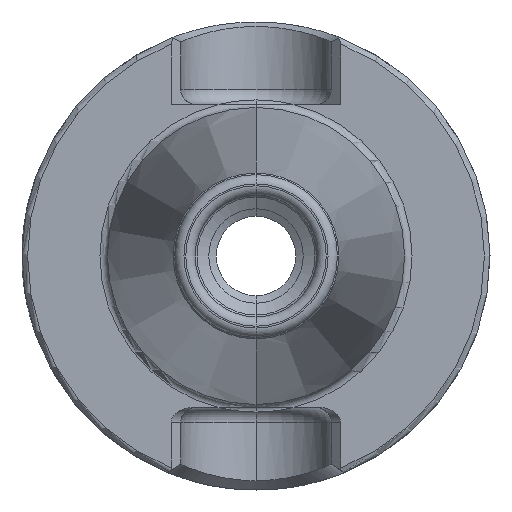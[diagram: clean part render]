
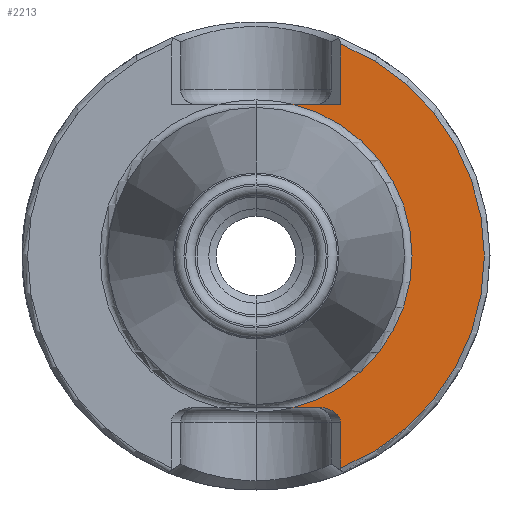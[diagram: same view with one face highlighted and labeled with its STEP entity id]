
A CAD part, left-side view. The second image highlights one B-rep face of the part: STEP entity #2213.
In plain terms, the highlighted planar face has unit normal (-1, 0, 0).
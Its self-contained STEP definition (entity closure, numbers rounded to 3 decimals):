
#32 = CARTESIAN_POINT ( 'NONE',  ( 1.6, -9.05, -16.863 ) ) ;
#38 = VERTEX_POINT ( 'NONE', #3630 ) ;
#201 = VECTOR ( 'NONE', #3712, 1000. ) ;
#347 = AXIS2_PLACEMENT_3D ( 'NONE', #3714, #3736, #625 ) ;
#455 = PLANE ( 'NONE',  #852 ) ;
#625 = DIRECTION ( 'NONE',  ( 0., 0., 1. ) ) ;
#633 = ORIENTED_EDGE ( 'NONE', *, *, #2348, .F. ) ;
#677 = VERTEX_POINT ( 'NONE', #1963 ) ;
#686 = VERTEX_POINT ( 'NONE', #2052 ) ;
#722 = CIRCLE ( 'NONE', #4025, 24.4 ) ;
#852 = AXIS2_PLACEMENT_3D ( 'NONE', #1473, #1862, #4285 ) ;
#883 = DIRECTION ( 'NONE',  ( 0., 0., -1. ) ) ;
#894 = ORIENTED_EDGE ( 'NONE', *, *, #4442, .T. ) ;
#1099 = DIRECTION ( 'NONE',  ( 0., 0., 1. ) ) ;
#1162 = EDGE_CURVE ( 'NONE', #3702, #2712, #1840, .T. ) ;
#1233 = EDGE_LOOP ( 'NONE', ( #2807, #633, #1560, #2576, #2404, #3573, #894 ) ) ;
#1473 = CARTESIAN_POINT ( 'NONE',  ( 1.6, 16.675, 0. ) ) ;
#1510 = VERTEX_POINT ( 'NONE', #3735 ) ;
#1560 = ORIENTED_EDGE ( 'NONE', *, *, #3285, .F. ) ;
#1586 = LINE ( 'NONE', #1654, #201 ) ;
#1602 = CARTESIAN_POINT ( 'NONE',  ( 1.6, 0., 0. ) ) ;
#1654 = CARTESIAN_POINT ( 'NONE',  ( 1.6, -9.05, 16.2 ) ) ;
#1685 =( BOUNDED_CURVE ( )  B_SPLINE_CURVE ( 3, ( #4146, #3465, #32, #3081 ),
 .UNSPECIFIED., .F., .F. ) 
 B_SPLINE_CURVE_WITH_KNOTS ( ( 4, 4 ),
 ( 4.712, 6.283 ),
 .UNSPECIFIED. ) 
 CURVE ( )  GEOMETRIC_REPRESENTATION_ITEM ( )  RATIONAL_B_SPLINE_CURVE ( ( 1., 0.805, 0.805, 1. ) ) 
 REPRESENTATION_ITEM ( '' )  );
#1761 = VERTEX_POINT ( 'NONE', #1987 ) ;
#1764 = VECTOR ( 'NONE', #1099, 1000. ) ;
#1840 = LINE ( 'NONE', #3176, #1764 ) ;
#1862 = DIRECTION ( 'NONE',  ( 1., 0., 0. ) ) ;
#1963 = CARTESIAN_POINT ( 'NONE',  ( 1.6, -6.787, -16.2 ) ) ;
#1987 = CARTESIAN_POINT ( 'NONE',  ( 1.6, -3.952, -16.2 ) ) ;
#2028 = EDGE_CURVE ( 'NONE', #1510, #686, #2910, .T. ) ;
#2052 = CARTESIAN_POINT ( 'NONE',  ( 1.6, -9.05, 16.2 ) ) ;
#2060 = EDGE_CURVE ( 'NONE', #677, #2712, #1685, .T. ) ;
#2146 = EDGE_CURVE ( 'NONE', #1761, #677, #2390, .T. ) ;
#2213 = ADVANCED_FACE ( 'NONE', ( #2877 ), #455, .F. ) ;
#2292 = DIRECTION ( 'NONE',  ( -1., 0., 0. ) ) ;
#2307 = CIRCLE ( 'NONE', #347, 16.675 ) ;
#2348 = EDGE_CURVE ( 'NONE', #38, #686, #1586, .T. ) ;
#2390 = LINE ( 'NONE', #3418, #3130 ) ;
#2404 = ORIENTED_EDGE ( 'NONE', *, *, #2060, .T. ) ;
#2576 = ORIENTED_EDGE ( 'NONE', *, *, #2146, .T. ) ;
#2712 = VERTEX_POINT ( 'NONE', #3898 ) ;
#2807 = ORIENTED_EDGE ( 'NONE', *, *, #2028, .T. ) ;
#2877 = FACE_OUTER_BOUND ( 'NONE', #1233, .T. ) ;
#2910 = LINE ( 'NONE', #3612, #2948 ) ;
#2948 = VECTOR ( 'NONE', #883, 1000. ) ;
#2987 = DIRECTION ( 'NONE',  ( 0., 0., 1. ) ) ;
#3081 = CARTESIAN_POINT ( 'NONE',  ( 1.6, -9.05, -17.8 ) ) ;
#3130 = VECTOR ( 'NONE', #3149, 1000. ) ;
#3149 = DIRECTION ( 'NONE',  ( 0., -1., 0. ) ) ;
#3176 = CARTESIAN_POINT ( 'NONE',  ( 1.6, -9.05, -25. ) ) ;
#3285 = EDGE_CURVE ( 'NONE', #1761, #38, #2307, .T. ) ;
#3418 = CARTESIAN_POINT ( 'NONE',  ( 1.6, -9.05, -16.2 ) ) ;
#3465 = CARTESIAN_POINT ( 'NONE',  ( 1.6, -8.113, -16.2 ) ) ;
#3573 = ORIENTED_EDGE ( 'NONE', *, *, #1162, .F. ) ;
#3612 = CARTESIAN_POINT ( 'NONE',  ( 1.6, -9.05, 25. ) ) ;
#3630 = CARTESIAN_POINT ( 'NONE',  ( 1.6, -3.952, 16.2 ) ) ;
#3702 = VERTEX_POINT ( 'NONE', #3769 ) ;
#3712 = DIRECTION ( 'NONE',  ( 0., -1., 0. ) ) ;
#3714 = CARTESIAN_POINT ( 'NONE',  ( 1.6, 0., 0. ) ) ;
#3735 = CARTESIAN_POINT ( 'NONE',  ( 1.6, -9.05, 22.66 ) ) ;
#3736 = DIRECTION ( 'NONE',  ( -1., 0., 0. ) ) ;
#3769 = CARTESIAN_POINT ( 'NONE',  ( 1.6, -9.05, -22.66 ) ) ;
#3898 = CARTESIAN_POINT ( 'NONE',  ( 1.6, -9.05, -17.8 ) ) ;
#4025 = AXIS2_PLACEMENT_3D ( 'NONE', #1602, #2292, #2987 ) ;
#4146 = CARTESIAN_POINT ( 'NONE',  ( 1.6, -6.787, -16.2 ) ) ;
#4285 = DIRECTION ( 'NONE',  ( 0., 0., -1. ) ) ;
#4442 = EDGE_CURVE ( 'NONE', #3702, #1510, #722, .T. ) ;
